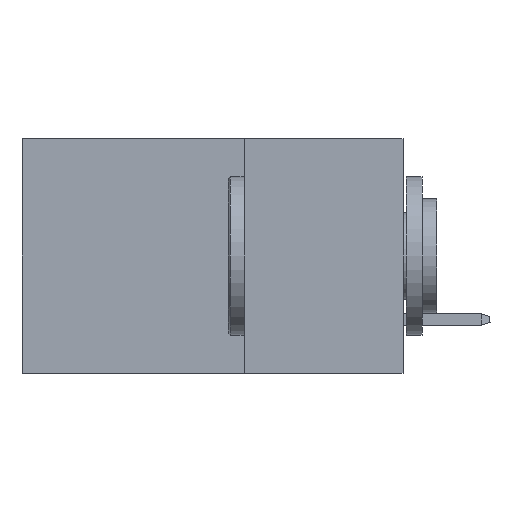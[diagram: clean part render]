
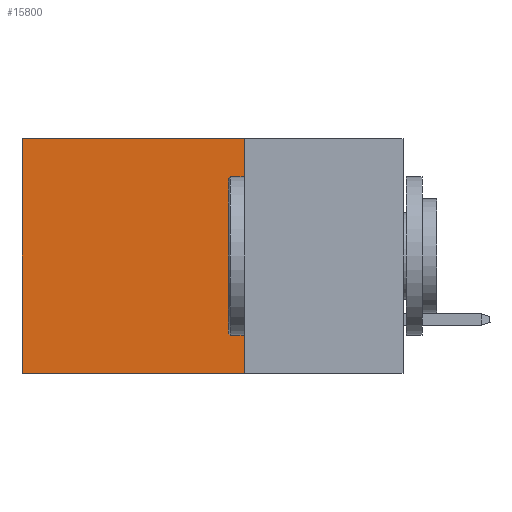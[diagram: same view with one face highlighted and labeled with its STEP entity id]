
A CAD part, left-side view. The second image highlights one B-rep face of the part: STEP entity #15800.
In plain terms, the highlighted planar face has unit normal (-1, 0, 0).
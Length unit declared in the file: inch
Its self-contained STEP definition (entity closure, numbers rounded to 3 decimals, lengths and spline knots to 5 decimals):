
#28 = VECTOR ( 'NONE', #8857, 39.37008 ) ;
#855 = LINE ( 'NONE', #3222, #24253 ) ;
#1165 = LINE ( 'NONE', #35978, #15767 ) ;
#2655 = AXIS2_PLACEMENT_3D ( 'NONE', #7621, #47023, #34302 ) ;
#3145 = ORIENTED_EDGE ( 'NONE', *, *, #15301, .T. ) ;
#3222 = CARTESIAN_POINT ( 'NONE',  ( 0.2875, 0.25, -0.37 ) ) ;
#5297 = CARTESIAN_POINT ( 'NONE',  ( 0.2875, 0.6, 0. ) ) ;
#7621 = CARTESIAN_POINT ( 'NONE',  ( 0.2875, 0.25, 0. ) ) ;
#8857 = DIRECTION ( 'NONE',  ( 0., 0., -1. ) ) ;
#10757 = EDGE_LOOP ( 'NONE', ( #41693, #25437, #33331, #3145 ) ) ;
#12175 = FACE_OUTER_BOUND ( 'NONE', #10757, .T. ) ;
#13216 = EDGE_CURVE ( 'NONE', #33440, #38802, #39872, .T. ) ;
#15301 = EDGE_CURVE ( 'NONE', #45021, #33440, #21669, .T. ) ;
#15767 = VECTOR ( 'NONE', #32410, 39.37008 ) ;
#15800 = ADVANCED_FACE ( 'NONE', ( #12175 ), #34807, .F. ) ;
#18011 = CARTESIAN_POINT ( 'NONE',  ( 0.2875, 0.6, 0. ) ) ;
#19238 = DIRECTION ( 'NONE',  ( 0., 1., 0. ) ) ;
#20209 = CARTESIAN_POINT ( 'NONE',  ( 0.2875, 0.6, -0.37 ) ) ;
#21669 = LINE ( 'NONE', #25472, #44831 ) ;
#24253 = VECTOR ( 'NONE', #19238, 39.37008 ) ;
#25437 = ORIENTED_EDGE ( 'NONE', *, *, #41418, .F. ) ;
#25472 = CARTESIAN_POINT ( 'NONE',  ( 0.2875, 0.25, 0. ) ) ;
#25774 = CARTESIAN_POINT ( 'NONE',  ( 0.2875, 0.25, -0.37 ) ) ;
#32410 = DIRECTION ( 'NONE',  ( 0., 0., -1. ) ) ;
#33331 = ORIENTED_EDGE ( 'NONE', *, *, #34160, .F. ) ;
#33440 = VERTEX_POINT ( 'NONE', #18011 ) ;
#34160 = EDGE_CURVE ( 'NONE', #45021, #49371, #1165, .T. ) ;
#34302 = DIRECTION ( 'NONE',  ( 0., 0., -1. ) ) ;
#34807 = PLANE ( 'NONE',  #2655 ) ;
#35978 = CARTESIAN_POINT ( 'NONE',  ( 0.2875, 0.25, 0. ) ) ;
#38802 = VERTEX_POINT ( 'NONE', #20209 ) ;
#39310 = CARTESIAN_POINT ( 'NONE',  ( 0.2875, 0.25, 0. ) ) ;
#39872 = LINE ( 'NONE', #5297, #28 ) ;
#40985 = DIRECTION ( 'NONE',  ( 0., 1., 0. ) ) ;
#41418 = EDGE_CURVE ( 'NONE', #49371, #38802, #855, .T. ) ;
#41693 = ORIENTED_EDGE ( 'NONE', *, *, #13216, .T. ) ;
#44831 = VECTOR ( 'NONE', #40985, 39.37008 ) ;
#45021 = VERTEX_POINT ( 'NONE', #39310 ) ;
#47023 = DIRECTION ( 'NONE',  ( 1., 0., 0. ) ) ;
#49371 = VERTEX_POINT ( 'NONE', #25774 ) ;
